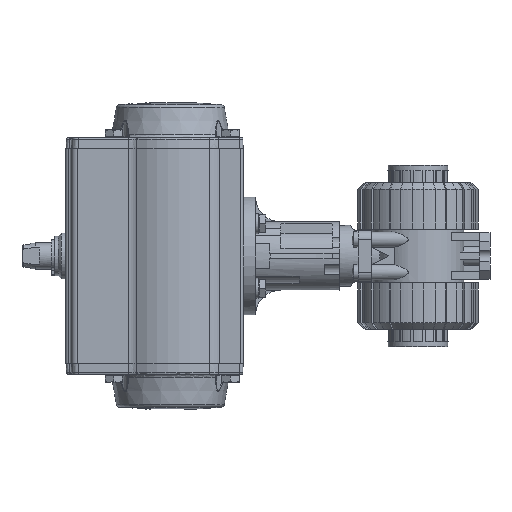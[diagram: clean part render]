
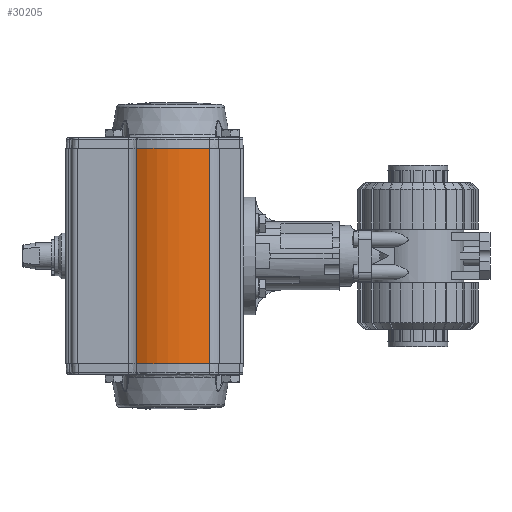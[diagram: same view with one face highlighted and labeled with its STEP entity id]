
A CAD part, left-side view. The second image highlights one B-rep face of the part: STEP entity #30205.
In plain terms, the highlighted cylindrical face has radius 30 mm (diameter 60 mm), a partial arc.
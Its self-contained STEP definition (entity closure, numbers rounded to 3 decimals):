
#24181=CARTESIAN_POINT('',(-25.703,15.472,49.3));
#24182=VERTEX_POINT('',#24181);
#24190=CARTESIAN_POINT('',(-23.919,-18.108,49.3));
#24191=VERTEX_POINT('',#24190);
#24192=CARTESIAN_POINT('',(0.0,0.0,49.3));
#24193=DIRECTION('',(0.0,0.0,1.0));
#24194=DIRECTION('',(1.0,0.0,0.0));
#24195=AXIS2_PLACEMENT_3D('',#24192,#24193,#24194);
#24196=CIRCLE('',#24195,30.0);
#24197=EDGE_CURVE('',#24182,#24191,#24196,.T.);
#30161=CARTESIAN_POINT('',(-23.919,-18.108,-49.3));
#30162=VERTEX_POINT('',#30161);
#30163=CARTESIAN_POINT('',(-23.919,-18.108,49.3));
#30164=DIRECTION('',(0.0,0.0,-1.0));
#30165=VECTOR('',#30164,98.6);
#30166=LINE('',#30163,#30165);
#30167=EDGE_CURVE('',#24191,#30162,#30166,.T.);
#30181=CARTESIAN_POINT('',(0.0,0.0,-49.3));
#30182=DIRECTION('',(0.0,0.0,1.0));
#30183=DIRECTION('',(1.0,0.0,0.0));
#30184=AXIS2_PLACEMENT_3D('',#30181,#30182,#30183);
#30185=CYLINDRICAL_SURFACE('',#30184,30.0);
#30186=ORIENTED_EDGE('',*,*,#24197,.F.);
#30187=CARTESIAN_POINT('',(-25.703,15.472,-49.3));
#30188=VERTEX_POINT('',#30187);
#30189=CARTESIAN_POINT('',(-25.703,15.472,-49.3));
#30190=DIRECTION('',(0.0,0.0,1.0));
#30191=VECTOR('',#30190,98.6);
#30192=LINE('',#30189,#30191);
#30193=EDGE_CURVE('',#30188,#24182,#30192,.T.);
#30194=ORIENTED_EDGE('',*,*,#30193,.F.);
#30195=CARTESIAN_POINT('',(0.0,0.0,-49.3));
#30196=DIRECTION('',(0.0,0.0,-1.0));
#30197=DIRECTION('',(1.0,0.0,0.0));
#30198=AXIS2_PLACEMENT_3D('',#30195,#30196,#30197);
#30199=CIRCLE('',#30198,30.0);
#30200=EDGE_CURVE('',#30162,#30188,#30199,.T.);
#30201=ORIENTED_EDGE('',*,*,#30200,.F.);
#30202=ORIENTED_EDGE('',*,*,#30167,.F.);
#30203=EDGE_LOOP('',(#30186,#30194,#30201,#30202));
#30204=FACE_OUTER_BOUND('',#30203,.T.);
#30205=ADVANCED_FACE('',(#30204),#30185,.T.);
